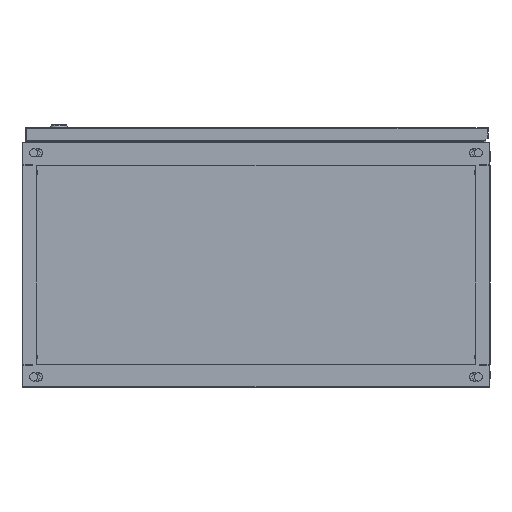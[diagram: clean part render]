
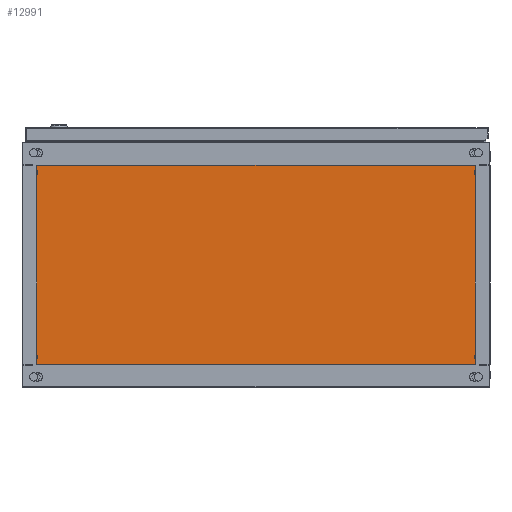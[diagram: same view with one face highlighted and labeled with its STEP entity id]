
A CAD part, front view. The second image highlights one B-rep face of the part: STEP entity #12991.
In plain terms, the highlighted planar face has unit normal (0, -1, 0).
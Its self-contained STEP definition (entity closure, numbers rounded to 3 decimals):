
#2840 = CARTESIAN_POINT ( 'NONE',  ( -375., 1999., 170. ) ) ;
#3841 = EDGE_CURVE ( 'NONE', #30273, #70515, #10182, .T. ) ;
#8472 = PLANE ( 'NONE',  #22009 ) ;
#10179 = ORIENTED_EDGE ( 'NONE', *, *, #70733, .F. ) ;
#10182 = LINE ( 'NONE', #56734, #97666 ) ;
#11038 = VECTOR ( 'NONE', #93099, 1000. ) ;
#12452 = CARTESIAN_POINT ( 'NONE',  ( 375., 1999., -170. ) ) ;
#12460 = ORIENTED_EDGE ( 'NONE', *, *, #104795, .F. ) ;
#12991 = ADVANCED_FACE ( 'NONE', ( #85337 ), #8472, .F. ) ;
#13688 = LINE ( 'NONE', #101593, #11038 ) ;
#15413 = VERTEX_POINT ( 'NONE', #12452 ) ;
#16940 = LINE ( 'NONE', #2840, #39423 ) ;
#22009 = AXIS2_PLACEMENT_3D ( 'NONE', #67744, #93251, #42431 ) ;
#22222 = VERTEX_POINT ( 'NONE', #62859 ) ;
#30273 = VERTEX_POINT ( 'NONE', #46684 ) ;
#34807 = EDGE_LOOP ( 'NONE', ( #51182, #10179, #45147, #12460 ) ) ;
#39001 = CARTESIAN_POINT ( 'NONE',  ( -375., 1999., 170. ) ) ;
#39423 = VECTOR ( 'NONE', #95754, 1000. ) ;
#42431 = DIRECTION ( 'NONE',  ( 0., 0., 1. ) ) ;
#44024 = DIRECTION ( 'NONE',  ( 0., 0., -1. ) ) ;
#45147 = ORIENTED_EDGE ( 'NONE', *, *, #102279, .F. ) ;
#46684 = CARTESIAN_POINT ( 'NONE',  ( -375., 1999., -170. ) ) ;
#51182 = ORIENTED_EDGE ( 'NONE', *, *, #3841, .F. ) ;
#56734 = CARTESIAN_POINT ( 'NONE',  ( -375., 1999., -170. ) ) ;
#60758 = CARTESIAN_POINT ( 'NONE',  ( 375., 1999., -170. ) ) ;
#62859 = CARTESIAN_POINT ( 'NONE',  ( 375., 1999., 170. ) ) ;
#65316 = DIRECTION ( 'NONE',  ( 0., 0., 1. ) ) ;
#67744 = CARTESIAN_POINT ( 'NONE',  ( 0., 1999., 0. ) ) ;
#70515 = VERTEX_POINT ( 'NONE', #39001 ) ;
#70733 = EDGE_CURVE ( 'NONE', #15413, #30273, #13688, .T. ) ;
#71061 = VECTOR ( 'NONE', #44024, 1000. ) ;
#85337 = FACE_OUTER_BOUND ( 'NONE', #34807, .T. ) ;
#93099 = DIRECTION ( 'NONE',  ( -1., 0., 0. ) ) ;
#93251 = DIRECTION ( 'NONE',  ( 0., 1., 0. ) ) ;
#93533 = LINE ( 'NONE', #60758, #71061 ) ;
#95754 = DIRECTION ( 'NONE',  ( 1., 0., 0. ) ) ;
#97666 = VECTOR ( 'NONE', #65316, 1000. ) ;
#101593 = CARTESIAN_POINT ( 'NONE',  ( -375., 1999., -170. ) ) ;
#102279 = EDGE_CURVE ( 'NONE', #22222, #15413, #93533, .T. ) ;
#104795 = EDGE_CURVE ( 'NONE', #70515, #22222, #16940, .T. ) ;
